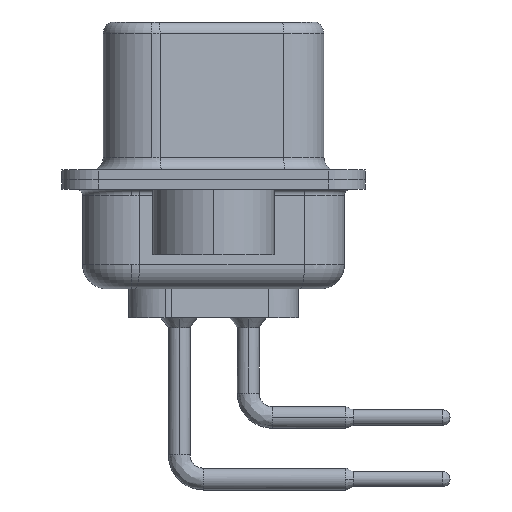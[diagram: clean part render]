
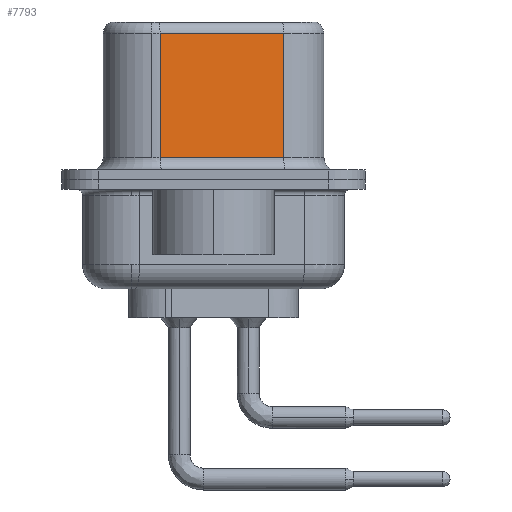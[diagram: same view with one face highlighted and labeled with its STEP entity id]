
A CAD part, left-side view. The second image highlights one B-rep face of the part: STEP entity #7793.
In plain terms, the highlighted planar face has unit normal (-0.985, -0.174, 0).
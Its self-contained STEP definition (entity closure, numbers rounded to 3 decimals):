
#378 = VERTEX_POINT ( 'NONE', #2783 ) ;
#608 = CARTESIAN_POINT ( 'NONE',  ( 3.68, 2.203, 0.9 ) ) ;
#674 = DIRECTION ( 'NONE',  ( -0.174, 0.985, 0. ) ) ;
#885 = CARTESIAN_POINT ( 'NONE',  ( 3.68, 2.203, 6.52 ) ) ;
#1847 = VERTEX_POINT ( 'NONE', #6381 ) ;
#1872 = EDGE_CURVE ( 'NONE', #11524, #1847, #15707, .T. ) ;
#2357 = DIRECTION ( 'NONE',  ( 0., 0., -1. ) ) ;
#2783 = CARTESIAN_POINT ( 'NONE',  ( 3.68, 2.203, 6.02 ) ) ;
#2989 = EDGE_CURVE ( 'NONE', #11524, #378, #14540, .T. ) ;
#3596 = LINE ( 'NONE', #885, #6155 ) ;
#4617 = CARTESIAN_POINT ( 'NONE',  ( 4.58, -2.897, 6.02 ) ) ;
#4668 = ORIENTED_EDGE ( 'NONE', *, *, #17609, .T. ) ;
#4991 = ORIENTED_EDGE ( 'NONE', *, *, #2989, .T. ) ;
#5787 = AXIS2_PLACEMENT_3D ( 'NONE', #11111, #9677, #674 ) ;
#6155 = VECTOR ( 'NONE', #2357, 1000. ) ;
#6381 = CARTESIAN_POINT ( 'NONE',  ( 4.58, -2.897, 0.9 ) ) ;
#6550 = VECTOR ( 'NONE', #7010, 1000. ) ;
#7010 = DIRECTION ( 'NONE',  ( -0.174, 0.985, 0. ) ) ;
#7793 = ADVANCED_FACE ( 'NONE', ( #11621 ), #18661, .F. ) ;
#8211 = DIRECTION ( 'NONE',  ( 0.174, -0.985, 0. ) ) ;
#9677 = DIRECTION ( 'NONE',  ( 0.985, 0.174, 0. ) ) ;
#9892 = EDGE_CURVE ( 'NONE', #18112, #1847, #17149, .T. ) ;
#10944 = DIRECTION ( 'NONE',  ( 0., 0., -1. ) ) ;
#11111 = CARTESIAN_POINT ( 'NONE',  ( 4.58, -2.897, 6.52 ) ) ;
#11524 = VERTEX_POINT ( 'NONE', #4617 ) ;
#11621 = FACE_OUTER_BOUND ( 'NONE', #15959, .T. ) ;
#12898 = ORIENTED_EDGE ( 'NONE', *, *, #1872, .F. ) ;
#13156 = VECTOR ( 'NONE', #8211, 1000. ) ;
#13966 = CARTESIAN_POINT ( 'NONE',  ( 4.58, -2.897, 6.52 ) ) ;
#14244 = CARTESIAN_POINT ( 'NONE',  ( 4.58, -2.897, 0.9 ) ) ;
#14540 = LINE ( 'NONE', #19004, #6550 ) ;
#15132 = ORIENTED_EDGE ( 'NONE', *, *, #9892, .T. ) ;
#15249 = VECTOR ( 'NONE', #10944, 1000. ) ;
#15707 = LINE ( 'NONE', #13966, #15249 ) ;
#15959 = EDGE_LOOP ( 'NONE', ( #12898, #4991, #4668, #15132 ) ) ;
#17149 = LINE ( 'NONE', #14244, #13156 ) ;
#17609 = EDGE_CURVE ( 'NONE', #378, #18112, #3596, .T. ) ;
#18112 = VERTEX_POINT ( 'NONE', #608 ) ;
#18661 = PLANE ( 'NONE',  #5787 ) ;
#19004 = CARTESIAN_POINT ( 'NONE',  ( 4.58, -2.897, 6.02 ) ) ;
